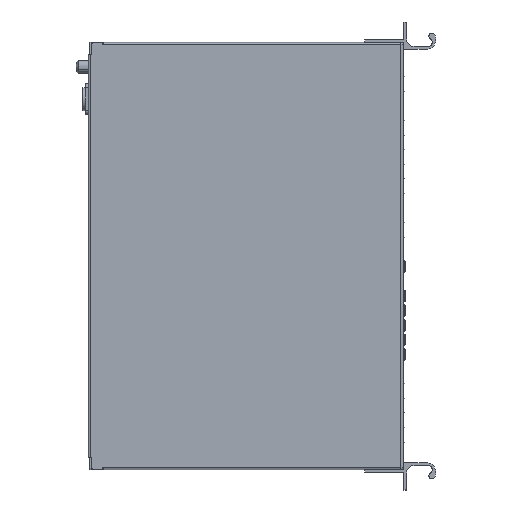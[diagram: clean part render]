
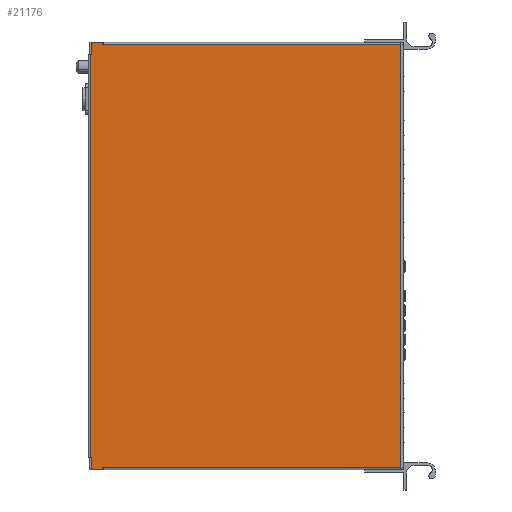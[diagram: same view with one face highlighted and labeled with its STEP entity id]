
A CAD part, front view. The second image highlights one B-rep face of the part: STEP entity #21176.
In plain terms, the highlighted planar face has unit normal (0, -1, 0).
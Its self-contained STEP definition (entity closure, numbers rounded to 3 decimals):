
#673 = CARTESIAN_POINT ( 'NONE',  ( 0., -5., 0. ) ) ;
#888 = EDGE_CURVE ( 'NONE', #6703, #35568, #4418, .T. ) ;
#1056 = EDGE_CURVE ( 'NONE', #11721, #20484, #11861, .T. ) ;
#1137 = VERTEX_POINT ( 'NONE', #39923 ) ;
#1397 = DIRECTION ( 'NONE',  ( 0., 0., -1. ) ) ;
#1994 = DIRECTION ( 'NONE',  ( 0., 0., -1. ) ) ;
#2744 = ORIENTED_EDGE ( 'NONE', *, *, #43467, .T. ) ;
#3363 = ORIENTED_EDGE ( 'NONE', *, *, #27665, .F. ) ;
#3930 = VECTOR ( 'NONE', #44502, 1000. ) ;
#4140 = CARTESIAN_POINT ( 'NONE',  ( 0., -5., 438. ) ) ;
#4368 = CARTESIAN_POINT ( 'NONE',  ( 11.5, -5., 2.5 ) ) ;
#4397 = CARTESIAN_POINT ( 'NONE',  ( 0., -5., 435.5 ) ) ;
#4418 = CIRCLE ( 'NONE', #20204, 2. ) ;
#5050 = VERTEX_POINT ( 'NONE', #41943 ) ;
#5489 = VECTOR ( 'NONE', #30629, 1000. ) ;
#5694 = DIRECTION ( 'NONE',  ( 1., 0., 0. ) ) ;
#5794 = CARTESIAN_POINT ( 'NONE',  ( 2., -5., 0. ) ) ;
#5945 = CARTESIAN_POINT ( 'NONE',  ( 12., -5., 2. ) ) ;
#6004 = CIRCLE ( 'NONE', #16798, 2. ) ;
#6519 = EDGE_CURVE ( 'NONE', #14557, #47229, #12811, .T. ) ;
#6703 = VERTEX_POINT ( 'NONE', #22149 ) ;
#6708 = ORIENTED_EDGE ( 'NONE', *, *, #38854, .F. ) ;
#7194 = CARTESIAN_POINT ( 'NONE',  ( 317., -5., 436. ) ) ;
#7275 = VERTEX_POINT ( 'NONE', #15058 ) ;
#8108 = LINE ( 'NONE', #12007, #13479 ) ;
#8155 = ORIENTED_EDGE ( 'NONE', *, *, #35609, .F. ) ;
#9237 = EDGE_LOOP ( 'NONE', ( #6708, #2744, #39509, #34785, #23871, #24730, #42544, #48586, #31198, #3363, #8155, #49957, #46258, #17813, #43713, #21139, #39611, #32215 ) ) ;
#9286 = VERTEX_POINT ( 'NONE', #13232 ) ;
#9440 = CARTESIAN_POINT ( 'NONE',  ( 0., -5., 2.5 ) ) ;
#10066 = CARTESIAN_POINT ( 'NONE',  ( 2., -5., 2. ) ) ;
#10215 = VECTOR ( 'NONE', #15847, 1000. ) ;
#10584 = DIRECTION ( 'NONE',  ( 0., -1., 0. ) ) ;
#11343 = DIRECTION ( 'NONE',  ( -1., 0., 0. ) ) ;
#11680 = CARTESIAN_POINT ( 'NONE',  ( 12., -5., 438. ) ) ;
#11721 = VERTEX_POINT ( 'NONE', #18349 ) ;
#11861 = LINE ( 'NONE', #7194, #35966 ) ;
#12007 = CARTESIAN_POINT ( 'NONE',  ( -1.5, -5., 12. ) ) ;
#12474 = DIRECTION ( 'NONE',  ( 0., 0., 1. ) ) ;
#12811 = LINE ( 'NONE', #44257, #3930 ) ;
#13230 = CARTESIAN_POINT ( 'NONE',  ( 0., -5., 438. ) ) ;
#13232 = CARTESIAN_POINT ( 'NONE',  ( 2., -5., 438. ) ) ;
#13479 = VECTOR ( 'NONE', #27614, 1000. ) ;
#13861 = VERTEX_POINT ( 'NONE', #4368 ) ;
#14244 = VECTOR ( 'NONE', #47809, 1000. ) ;
#14503 = LINE ( 'NONE', #46966, #5489 ) ;
#14557 = VERTEX_POINT ( 'NONE', #36459 ) ;
#15058 = CARTESIAN_POINT ( 'NONE',  ( 12., -5., 435.5 ) ) ;
#15157 = VECTOR ( 'NONE', #12474, 1000. ) ;
#15847 = DIRECTION ( 'NONE',  ( 0., 0., -1. ) ) ;
#15859 = LINE ( 'NONE', #31743, #15157 ) ;
#15962 = VECTOR ( 'NONE', #39318, 1000. ) ;
#16247 = EDGE_CURVE ( 'NONE', #42578, #44124, #46709, .T. ) ;
#16798 = AXIS2_PLACEMENT_3D ( 'NONE', #18753, #38758, #23178 ) ;
#17087 = LINE ( 'NONE', #17347, #32207 ) ;
#17347 = CARTESIAN_POINT ( 'NONE',  ( 317., -5., 438. ) ) ;
#17430 = AXIS2_PLACEMENT_3D ( 'NONE', #50406, #22632, #38477 ) ;
#17813 = ORIENTED_EDGE ( 'NONE', *, *, #34301, .F. ) ;
#17957 = VERTEX_POINT ( 'NONE', #51305 ) ;
#18123 = DIRECTION ( 'NONE',  ( 0., 0., 1. ) ) ;
#18349 = CARTESIAN_POINT ( 'NONE',  ( 317., -5., 436. ) ) ;
#18753 = CARTESIAN_POINT ( 'NONE',  ( 2., -5., 436. ) ) ;
#19435 = CARTESIAN_POINT ( 'NONE',  ( -1.5, -5., 426. ) ) ;
#20204 = AXIS2_PLACEMENT_3D ( 'NONE', #10066, #10584, #18123 ) ;
#20273 = LINE ( 'NONE', #11680, #14244 ) ;
#20329 = LINE ( 'NONE', #43457, #15962 ) ;
#20484 = VERTEX_POINT ( 'NONE', #27472 ) ;
#20687 = EDGE_CURVE ( 'NONE', #35568, #17957, #26070, .T. ) ;
#21106 = VERTEX_POINT ( 'NONE', #49640 ) ;
#21139 = ORIENTED_EDGE ( 'NONE', *, *, #26002, .F. ) ;
#21176 = ADVANCED_FACE ( 'NONE', ( #49895 ), #43119, .F. ) ;
#21938 = CARTESIAN_POINT ( 'NONE',  ( -1.5, -5., 426. ) ) ;
#22149 = CARTESIAN_POINT ( 'NONE',  ( 0., -5., 2. ) ) ;
#22632 = DIRECTION ( 'NONE',  ( 0., 1., 0. ) ) ;
#22922 = EDGE_CURVE ( 'NONE', #45850, #6703, #14503, .T. ) ;
#23178 = DIRECTION ( 'NONE',  ( 0., 0., 1. ) ) ;
#23871 = ORIENTED_EDGE ( 'NONE', *, *, #23953, .T. ) ;
#23953 = EDGE_CURVE ( 'NONE', #42578, #1137, #33131, .T. ) ;
#24730 = ORIENTED_EDGE ( 'NONE', *, *, #27560, .T. ) ;
#25016 = VECTOR ( 'NONE', #29357, 1000. ) ;
#25280 = VECTOR ( 'NONE', #39437, 1000. ) ;
#26002 = EDGE_CURVE ( 'NONE', #7275, #20484, #15859, .T. ) ;
#26070 = LINE ( 'NONE', #673, #33175 ) ;
#27472 = CARTESIAN_POINT ( 'NONE',  ( 12., -5., 436. ) ) ;
#27560 = EDGE_CURVE ( 'NONE', #1137, #45850, #8108, .T. ) ;
#27614 = DIRECTION ( 'NONE',  ( 1., 0., 0. ) ) ;
#27665 = EDGE_CURVE ( 'NONE', #13861, #17957, #20329, .T. ) ;
#29357 = DIRECTION ( 'NONE',  ( 1., 0., 0. ) ) ;
#29857 = LINE ( 'NONE', #5945, #25016 ) ;
#29977 = VECTOR ( 'NONE', #33623, 1000. ) ;
#30629 = DIRECTION ( 'NONE',  ( 0., 0., -1. ) ) ;
#30888 = VECTOR ( 'NONE', #47799, 1000. ) ;
#31198 = ORIENTED_EDGE ( 'NONE', *, *, #20687, .T. ) ;
#31422 = CARTESIAN_POINT ( 'NONE',  ( 317., -5., 2. ) ) ;
#31638 = CARTESIAN_POINT ( 'NONE',  ( -1.5, -5., 426. ) ) ;
#31743 = CARTESIAN_POINT ( 'NONE',  ( 12., -5., 438. ) ) ;
#31988 = LINE ( 'NONE', #4140, #10215 ) ;
#32207 = VECTOR ( 'NONE', #1994, 1000. ) ;
#32215 = ORIENTED_EDGE ( 'NONE', *, *, #6519, .F. ) ;
#32397 = DIRECTION ( 'NONE',  ( 1., 0., 0. ) ) ;
#33131 = LINE ( 'NONE', #21938, #40277 ) ;
#33175 = VECTOR ( 'NONE', #32397, 1000. ) ;
#33623 = DIRECTION ( 'NONE',  ( -1., 0., 0. ) ) ;
#34301 = EDGE_CURVE ( 'NONE', #11721, #49002, #17087, .T. ) ;
#34785 = ORIENTED_EDGE ( 'NONE', *, *, #16247, .F. ) ;
#35568 = VERTEX_POINT ( 'NONE', #5794 ) ;
#35609 = EDGE_CURVE ( 'NONE', #21106, #13861, #45035, .T. ) ;
#35966 = VECTOR ( 'NONE', #11343, 1000. ) ;
#36255 = EDGE_CURVE ( 'NONE', #47229, #7275, #51177, .T. ) ;
#36459 = CARTESIAN_POINT ( 'NONE',  ( 11.5, -5., 438. ) ) ;
#36899 = LINE ( 'NONE', #13230, #47566 ) ;
#37367 = EDGE_CURVE ( 'NONE', #44033, #21106, #20273, .T. ) ;
#37487 = EDGE_CURVE ( 'NONE', #44033, #49002, #29857, .T. ) ;
#38477 = DIRECTION ( 'NONE',  ( 0., 0., 1. ) ) ;
#38721 = EDGE_CURVE ( 'NONE', #5050, #44124, #31988, .T. ) ;
#38758 = DIRECTION ( 'NONE',  ( 0., -1., 0. ) ) ;
#38854 = EDGE_CURVE ( 'NONE', #9286, #14557, #36899, .T. ) ;
#39318 = DIRECTION ( 'NONE',  ( 0., 0., -1. ) ) ;
#39437 = DIRECTION ( 'NONE',  ( 1., 0., 0. ) ) ;
#39509 = ORIENTED_EDGE ( 'NONE', *, *, #38721, .T. ) ;
#39611 = ORIENTED_EDGE ( 'NONE', *, *, #36255, .F. ) ;
#39923 = CARTESIAN_POINT ( 'NONE',  ( -1.5, -5., 12. ) ) ;
#40277 = VECTOR ( 'NONE', #1397, 1000. ) ;
#41943 = CARTESIAN_POINT ( 'NONE',  ( 0., -5., 436. ) ) ;
#42544 = ORIENTED_EDGE ( 'NONE', *, *, #22922, .T. ) ;
#42578 = VERTEX_POINT ( 'NONE', #31638 ) ;
#43119 = PLANE ( 'NONE',  #17430 ) ;
#43457 = CARTESIAN_POINT ( 'NONE',  ( 11.5, -5., 438. ) ) ;
#43467 = EDGE_CURVE ( 'NONE', #9286, #5050, #6004, .T. ) ;
#43713 = ORIENTED_EDGE ( 'NONE', *, *, #1056, .T. ) ;
#43866 = CARTESIAN_POINT ( 'NONE',  ( 12., -5., 2. ) ) ;
#44033 = VERTEX_POINT ( 'NONE', #43866 ) ;
#44124 = VERTEX_POINT ( 'NONE', #48534 ) ;
#44257 = CARTESIAN_POINT ( 'NONE',  ( 11.5, -5., 438. ) ) ;
#44502 = DIRECTION ( 'NONE',  ( 0., 0., -1. ) ) ;
#45035 = LINE ( 'NONE', #9440, #29977 ) ;
#45347 = CARTESIAN_POINT ( 'NONE',  ( 0., -5., 12. ) ) ;
#45850 = VERTEX_POINT ( 'NONE', #45347 ) ;
#45873 = CARTESIAN_POINT ( 'NONE',  ( 11.5, -5., 435.5 ) ) ;
#46258 = ORIENTED_EDGE ( 'NONE', *, *, #37487, .T. ) ;
#46709 = LINE ( 'NONE', #19435, #25280 ) ;
#46966 = CARTESIAN_POINT ( 'NONE',  ( 0., -5., 438. ) ) ;
#47229 = VERTEX_POINT ( 'NONE', #45873 ) ;
#47566 = VECTOR ( 'NONE', #5694, 1000. ) ;
#47799 = DIRECTION ( 'NONE',  ( 1., 0., 0. ) ) ;
#47809 = DIRECTION ( 'NONE',  ( 0., 0., 1. ) ) ;
#48534 = CARTESIAN_POINT ( 'NONE',  ( 0., -5., 426. ) ) ;
#48586 = ORIENTED_EDGE ( 'NONE', *, *, #888, .T. ) ;
#49002 = VERTEX_POINT ( 'NONE', #31422 ) ;
#49640 = CARTESIAN_POINT ( 'NONE',  ( 12., -5., 2.5 ) ) ;
#49895 = FACE_OUTER_BOUND ( 'NONE', #9237, .T. ) ;
#49957 = ORIENTED_EDGE ( 'NONE', *, *, #37367, .F. ) ;
#50406 = CARTESIAN_POINT ( 'NONE',  ( 0., -5., 438. ) ) ;
#51177 = LINE ( 'NONE', #4397, #30888 ) ;
#51305 = CARTESIAN_POINT ( 'NONE',  ( 11.5, -5., 0. ) ) ;
